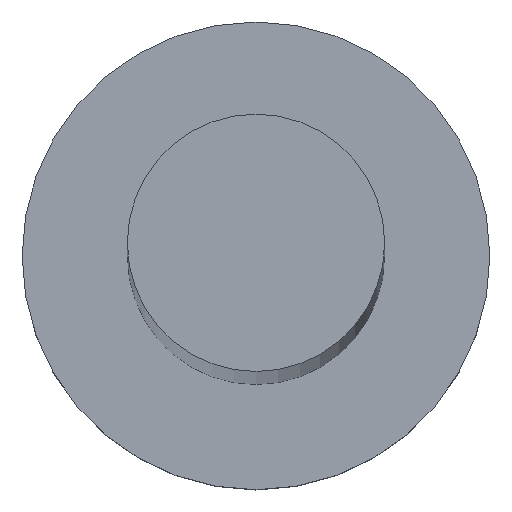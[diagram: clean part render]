
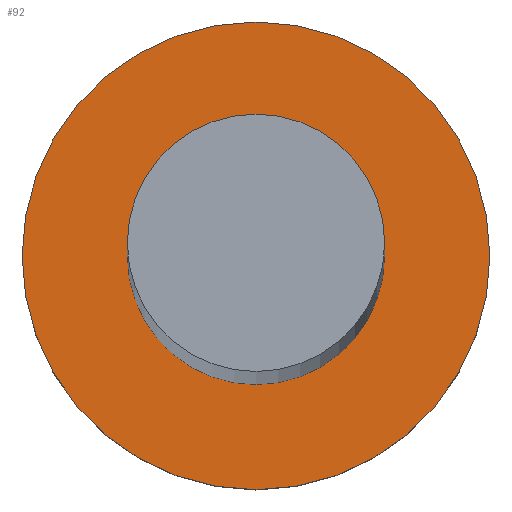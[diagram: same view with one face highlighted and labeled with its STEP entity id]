
A CAD part, top view. The second image highlights one B-rep face of the part: STEP entity #92.
In plain terms, the highlighted planar face has unit normal (0, 0, 1).
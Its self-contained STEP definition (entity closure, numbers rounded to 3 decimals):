
#21 = DIRECTION ( 'NONE',  ( 1., 0., 0. ) ) ;
#33 = CARTESIAN_POINT ( 'NONE',  ( 5., 0., 3. ) ) ;
#34 = DIRECTION ( 'NONE',  ( 0., 0., 1. ) ) ;
#35 = CARTESIAN_POINT ( 'NONE',  ( -5., 0., 3. ) ) ;
#38 = EDGE_LOOP ( 'NONE', ( #79, #198 ) ) ;
#69 = CIRCLE ( 'NONE', #87, 5. ) ;
#70 = CARTESIAN_POINT ( 'NONE',  ( 0., 0., 3. ) ) ;
#71 = CARTESIAN_POINT ( 'NONE',  ( 2.75, 0., 3. ) ) ;
#74 = CARTESIAN_POINT ( 'NONE',  ( 0., 0., 3. ) ) ;
#79 = ORIENTED_EDGE ( 'NONE', *, *, #246, .T. ) ;
#87 = AXIS2_PLACEMENT_3D ( 'NONE', #70, #131, #208 ) ;
#91 = DIRECTION ( 'NONE',  ( 0., 0., 1. ) ) ;
#92 = ADVANCED_FACE ( 'NONE', ( #216, #159 ), #121, .T. ) ;
#94 = CIRCLE ( 'NONE', #240, 5. ) ;
#99 = ORIENTED_EDGE ( 'NONE', *, *, #202, .F. ) ;
#101 = AXIS2_PLACEMENT_3D ( 'NONE', #237, #195, #21 ) ;
#110 = AXIS2_PLACEMENT_3D ( 'NONE', #166, #91, #168 ) ;
#112 = DIRECTION ( 'NONE',  ( 0., 0., 1. ) ) ;
#118 = VERTEX_POINT ( 'NONE', #71 ) ;
#121 = PLANE ( 'NONE',  #101 ) ;
#124 = ORIENTED_EDGE ( 'NONE', *, *, #126, .F. ) ;
#126 = EDGE_CURVE ( 'NONE', #118, #140, #169, .T. ) ;
#131 = DIRECTION ( 'NONE',  ( 0., 0., 1. ) ) ;
#138 = AXIS2_PLACEMENT_3D ( 'NONE', #154, #34, #247 ) ;
#140 = VERTEX_POINT ( 'NONE', #229 ) ;
#154 = CARTESIAN_POINT ( 'NONE',  ( 0., 0., 3. ) ) ;
#156 = EDGE_LOOP ( 'NONE', ( #99, #124 ) ) ;
#159 = FACE_OUTER_BOUND ( 'NONE', #38, .T. ) ;
#166 = CARTESIAN_POINT ( 'NONE',  ( 0., 0., 3. ) ) ;
#168 = DIRECTION ( 'NONE',  ( 1., 0., 0. ) ) ;
#169 = CIRCLE ( 'NONE', #110, 2.75 ) ;
#187 = DIRECTION ( 'NONE',  ( 1., 0., 0. ) ) ;
#195 = DIRECTION ( 'NONE',  ( 0., 0., 1. ) ) ;
#198 = ORIENTED_EDGE ( 'NONE', *, *, #255, .T. ) ;
#202 = EDGE_CURVE ( 'NONE', #140, #118, #227, .T. ) ;
#208 = DIRECTION ( 'NONE',  ( 1., 0., 0. ) ) ;
#216 = FACE_BOUND ( 'NONE', #156, .T. ) ;
#218 = VERTEX_POINT ( 'NONE', #35 ) ;
#227 = CIRCLE ( 'NONE', #138, 2.75 ) ;
#229 = CARTESIAN_POINT ( 'NONE',  ( -2.75, 0., 3. ) ) ;
#237 = CARTESIAN_POINT ( 'NONE',  ( 0., 0., 3. ) ) ;
#240 = AXIS2_PLACEMENT_3D ( 'NONE', #74, #112, #187 ) ;
#246 = EDGE_CURVE ( 'NONE', #218, #251, #69, .T. ) ;
#247 = DIRECTION ( 'NONE',  ( 1., 0., 0. ) ) ;
#251 = VERTEX_POINT ( 'NONE', #33 ) ;
#255 = EDGE_CURVE ( 'NONE', #251, #218, #94, .T. ) ;
